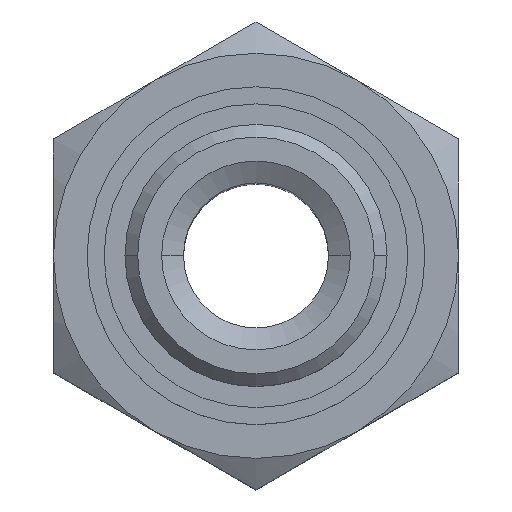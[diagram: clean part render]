
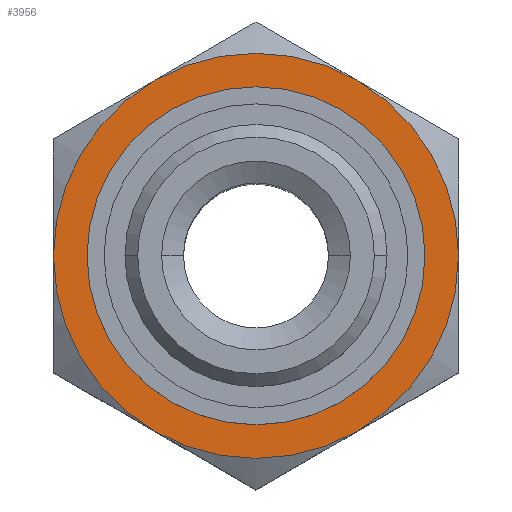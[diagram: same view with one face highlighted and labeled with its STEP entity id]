
A CAD part, top view. The second image highlights one B-rep face of the part: STEP entity #3956.
In plain terms, the highlighted planar face has unit normal (0, 0, 1).
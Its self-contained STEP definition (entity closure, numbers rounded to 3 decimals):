
#83 = DIRECTION ( 'NONE',  ( 1., 0., 0. ) ) ;
#94 = DIRECTION ( 'NONE',  ( 0., 0., 1. ) ) ;
#98 = CARTESIAN_POINT ( 'NONE',  ( 0., 0., 14.6 ) ) ;
#169 = AXIS2_PLACEMENT_3D ( 'NONE', #3317, #3521, #3190 ) ;
#189 = CARTESIAN_POINT ( 'NONE',  ( 13.35, 0., 14.6 ) ) ;
#197 = CARTESIAN_POINT ( 'NONE',  ( -13.35, 0., 14.6 ) ) ;
#216 = ORIENTED_EDGE ( 'NONE', *, *, #1960, .F. ) ;
#260 = FACE_BOUND ( 'NONE', #3313, .T. ) ;
#285 = ORIENTED_EDGE ( 'NONE', *, *, #1874, .F. ) ;
#385 = CIRCLE ( 'NONE', #816, 13.35 ) ;
#416 = ORIENTED_EDGE ( 'NONE', *, *, #1933, .F. ) ;
#471 = VERTEX_POINT ( 'NONE', #1482 ) ;
#791 = VERTEX_POINT ( 'NONE', #1098 ) ;
#816 = AXIS2_PLACEMENT_3D ( 'NONE', #3599, #3593, #3557 ) ;
#821 = AXIS2_PLACEMENT_3D ( 'NONE', #3662, #3652, #3635 ) ;
#823 = AXIS2_PLACEMENT_3D ( 'NONE', #3811, #3799, #3788 ) ;
#845 = AXIS2_PLACEMENT_3D ( 'NONE', #1671, #1561, #1587 ) ;
#857 = AXIS2_PLACEMENT_3D ( 'NONE', #1910, #1957, #2330 ) ;
#887 = AXIS2_PLACEMENT_3D ( 'NONE', #2602, #2592, #2559 ) ;
#901 = AXIS2_PLACEMENT_3D ( 'NONE', #2752, #2746, #2742 ) ;
#1092 = AXIS2_PLACEMENT_3D ( 'NONE', #98, #94, #83 ) ;
#1098 = CARTESIAN_POINT ( 'NONE',  ( -8., -13.856, 14.6 ) ) ;
#1244 = CARTESIAN_POINT ( 'NONE',  ( -16., 0., 14.6 ) ) ;
#1394 = EDGE_CURVE ( 'NONE', #3441, #3434, #3262, .T. ) ;
#1481 = VERTEX_POINT ( 'NONE', #3309 ) ;
#1482 = CARTESIAN_POINT ( 'NONE',  ( -8., 13.856, 14.6 ) ) ;
#1561 = DIRECTION ( 'NONE',  ( 0., 0., -1. ) ) ;
#1587 = DIRECTION ( 'NONE',  ( 1., 0., 0. ) ) ;
#1671 = CARTESIAN_POINT ( 'NONE',  ( 0., 0., 14.6 ) ) ;
#1874 = EDGE_CURVE ( 'NONE', #471, #2773, #3950, .T. ) ;
#1875 = EDGE_CURVE ( 'NONE', #2245, #471, #3298, .T. ) ;
#1910 = CARTESIAN_POINT ( 'NONE',  ( 0., 0., 14.6 ) ) ;
#1932 = EDGE_CURVE ( 'NONE', #1481, #2898, #3721, .T. ) ;
#1933 = EDGE_CURVE ( 'NONE', #2773, #1481, #3055, .T. ) ;
#1952 = ORIENTED_EDGE ( 'NONE', *, *, #1875, .F. ) ;
#1953 = EDGE_CURVE ( 'NONE', #791, #2245, #3644, .T. ) ;
#1954 = EDGE_CURVE ( 'NONE', #2898, #791, #2351, .T. ) ;
#1957 = DIRECTION ( 'NONE',  ( 0., 0., -1. ) ) ;
#1960 = EDGE_CURVE ( 'NONE', #3434, #3441, #385, .T. ) ;
#2060 = CARTESIAN_POINT ( 'NONE',  ( 8., -13.856, 14.6 ) ) ;
#2245 = VERTEX_POINT ( 'NONE', #1244 ) ;
#2330 = DIRECTION ( 'NONE',  ( 1., 0., 0. ) ) ;
#2351 = CIRCLE ( 'NONE', #821, 16. ) ;
#2426 = CARTESIAN_POINT ( 'NONE',  ( 8., 13.856, 14.6 ) ) ;
#2443 = EDGE_LOOP ( 'NONE', ( #2630, #416, #285, #1952, #3472, #3194 ) ) ;
#2559 = DIRECTION ( 'NONE',  ( -1., 0., 0. ) ) ;
#2592 = DIRECTION ( 'NONE',  ( 0., 0., -1. ) ) ;
#2602 = CARTESIAN_POINT ( 'NONE',  ( 0., 0., 14.6 ) ) ;
#2630 = ORIENTED_EDGE ( 'NONE', *, *, #1932, .F. ) ;
#2742 = DIRECTION ( 'NONE',  ( 1., 0., 0. ) ) ;
#2746 = DIRECTION ( 'NONE',  ( 0., 0., -1. ) ) ;
#2752 = CARTESIAN_POINT ( 'NONE',  ( 0., 0., 14.6 ) ) ;
#2773 = VERTEX_POINT ( 'NONE', #2426 ) ;
#2898 = VERTEX_POINT ( 'NONE', #2060 ) ;
#2908 = FACE_OUTER_BOUND ( 'NONE', #2443, .T. ) ;
#3055 = CIRCLE ( 'NONE', #845, 16. ) ;
#3190 = DIRECTION ( 'NONE',  ( 1., 0., 0. ) ) ;
#3194 = ORIENTED_EDGE ( 'NONE', *, *, #1954, .F. ) ;
#3226 = PLANE ( 'NONE',  #169 ) ;
#3262 = CIRCLE ( 'NONE', #1092, 13.35 ) ;
#3298 = CIRCLE ( 'NONE', #887, 16. ) ;
#3309 = CARTESIAN_POINT ( 'NONE',  ( 16., 0., 14.6 ) ) ;
#3313 = EDGE_LOOP ( 'NONE', ( #216, #3661 ) ) ;
#3317 = CARTESIAN_POINT ( 'NONE',  ( 0., 0., 14.6 ) ) ;
#3434 = VERTEX_POINT ( 'NONE', #197 ) ;
#3441 = VERTEX_POINT ( 'NONE', #189 ) ;
#3472 = ORIENTED_EDGE ( 'NONE', *, *, #1953, .F. ) ;
#3521 = DIRECTION ( 'NONE',  ( 0., 0., 1. ) ) ;
#3557 = DIRECTION ( 'NONE',  ( 1., 0., 0. ) ) ;
#3593 = DIRECTION ( 'NONE',  ( 0., 0., 1. ) ) ;
#3599 = CARTESIAN_POINT ( 'NONE',  ( 0., 0., 14.6 ) ) ;
#3635 = DIRECTION ( 'NONE',  ( 1., 0., 0. ) ) ;
#3644 = CIRCLE ( 'NONE', #823, 16. ) ;
#3652 = DIRECTION ( 'NONE',  ( 0., 0., -1. ) ) ;
#3661 = ORIENTED_EDGE ( 'NONE', *, *, #1394, .F. ) ;
#3662 = CARTESIAN_POINT ( 'NONE',  ( 0., 0., 14.6 ) ) ;
#3721 = CIRCLE ( 'NONE', #857, 16. ) ;
#3788 = DIRECTION ( 'NONE',  ( 1., 0., 0. ) ) ;
#3799 = DIRECTION ( 'NONE',  ( 0., 0., -1. ) ) ;
#3811 = CARTESIAN_POINT ( 'NONE',  ( 0., 0., 14.6 ) ) ;
#3950 = CIRCLE ( 'NONE', #901, 16. ) ;
#3956 = ADVANCED_FACE ( 'NONE', ( #2908, #260 ), #3226, .T. ) ;
